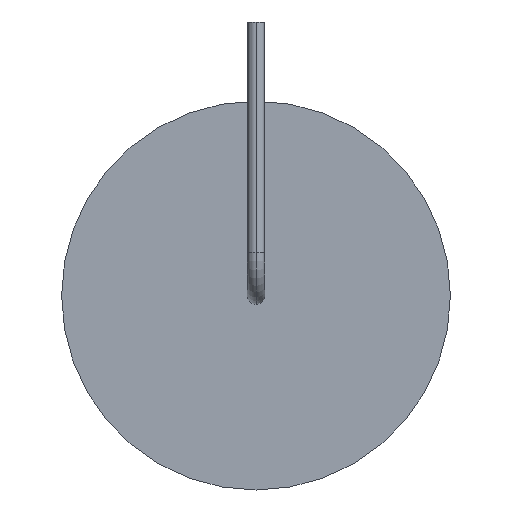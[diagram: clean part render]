
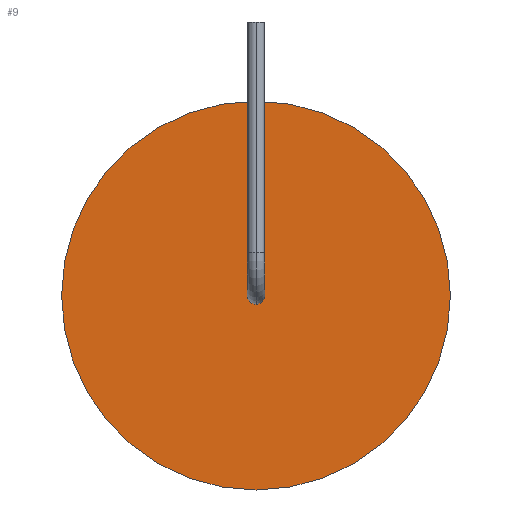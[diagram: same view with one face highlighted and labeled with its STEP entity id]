
A CAD part, front view. The second image highlights one B-rep face of the part: STEP entity #9.
In plain terms, the highlighted planar face has unit normal (0, -1, 0).
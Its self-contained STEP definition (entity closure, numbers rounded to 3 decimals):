
#9 = ADVANCED_FACE ( 'NONE', ( #122, #118 ), #71, .F. ) ;
#44 = EDGE_CURVE ( 'NONE', #68, #75, #266, .T. ) ;
#49 = EDGE_CURVE ( 'NONE', #75, #68, #294, .T. ) ;
#51 = EDGE_CURVE ( 'NONE', #164, #154, #281, .T. ) ;
#61 = EDGE_CURVE ( 'NONE', #154, #164, #312, .T. ) ;
#68 = VERTEX_POINT ( 'NONE', #394 ) ;
#71 = PLANE ( 'NONE',  #516 ) ;
#75 = VERTEX_POINT ( 'NONE', #427 ) ;
#77 = DIRECTION ( 'NONE',  ( 0., 1., 0. ) ) ;
#102 = ORIENTED_EDGE ( 'NONE', *, *, #61, .F. ) ;
#109 = ORIENTED_EDGE ( 'NONE', *, *, #49, .T. ) ;
#118 = FACE_OUTER_BOUND ( 'NONE', #202, .T. ) ;
#122 = FACE_BOUND ( 'NONE', #190, .T. ) ;
#124 = CARTESIAN_POINT ( 'NONE',  ( 0., -23., 0. ) ) ;
#126 = ORIENTED_EDGE ( 'NONE', *, *, #44, .T. ) ;
#130 = DIRECTION ( 'NONE',  ( 0., 0., 1. ) ) ;
#154 = VERTEX_POINT ( 'NONE', #356 ) ;
#156 = ORIENTED_EDGE ( 'NONE', *, *, #51, .F. ) ;
#164 = VERTEX_POINT ( 'NONE', #423 ) ;
#190 = EDGE_LOOP ( 'NONE', ( #109, #126 ) ) ;
#202 = EDGE_LOOP ( 'NONE', ( #102, #156 ) ) ;
#266 = CIRCLE ( 'NONE', #284, 0.6 ) ;
#272 = AXIS2_PLACEMENT_3D ( 'NONE', #428, #382, #413 ) ;
#281 = CIRCLE ( 'NONE', #272, 13.5 ) ;
#284 = AXIS2_PLACEMENT_3D ( 'NONE', #458, #378, #445 ) ;
#290 = AXIS2_PLACEMENT_3D ( 'NONE', #463, #460, #472 ) ;
#294 = CIRCLE ( 'NONE', #295, 0.6 ) ;
#295 = AXIS2_PLACEMENT_3D ( 'NONE', #491, #388, #400 ) ;
#312 = CIRCLE ( 'NONE', #290, 13.5 ) ;
#356 = CARTESIAN_POINT ( 'NONE',  ( 0., -23., -13.5 ) ) ;
#378 = DIRECTION ( 'NONE',  ( 0., 1., 0. ) ) ;
#382 = DIRECTION ( 'NONE',  ( 0., 1., 0. ) ) ;
#388 = DIRECTION ( 'NONE',  ( 0., 1., 0. ) ) ;
#394 = CARTESIAN_POINT ( 'NONE',  ( 0., -23., -0.6 ) ) ;
#400 = DIRECTION ( 'NONE',  ( 0., 0., 1. ) ) ;
#413 = DIRECTION ( 'NONE',  ( 0., 0., 1. ) ) ;
#423 = CARTESIAN_POINT ( 'NONE',  ( 0., -23., 13.5 ) ) ;
#427 = CARTESIAN_POINT ( 'NONE',  ( 0., -23., 0.6 ) ) ;
#428 = CARTESIAN_POINT ( 'NONE',  ( 0., -23., 0. ) ) ;
#445 = DIRECTION ( 'NONE',  ( 0., 0., 1. ) ) ;
#458 = CARTESIAN_POINT ( 'NONE',  ( 0., -23., 0. ) ) ;
#460 = DIRECTION ( 'NONE',  ( 0., 1., 0. ) ) ;
#463 = CARTESIAN_POINT ( 'NONE',  ( 0., -23., 0. ) ) ;
#472 = DIRECTION ( 'NONE',  ( 0., 0., 1. ) ) ;
#491 = CARTESIAN_POINT ( 'NONE',  ( 0., -23., 0. ) ) ;
#516 = AXIS2_PLACEMENT_3D ( 'NONE', #124, #77, #130 ) ;
